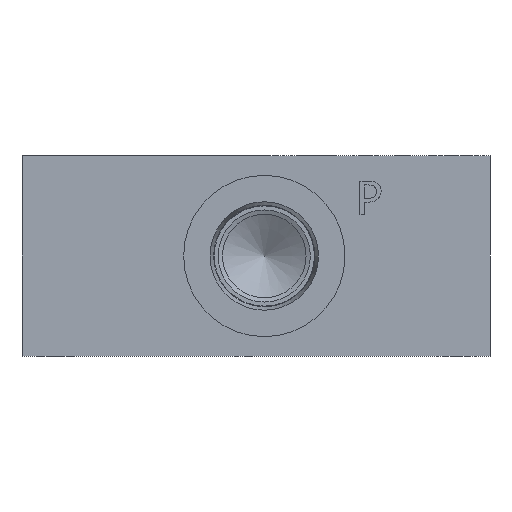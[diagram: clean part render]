
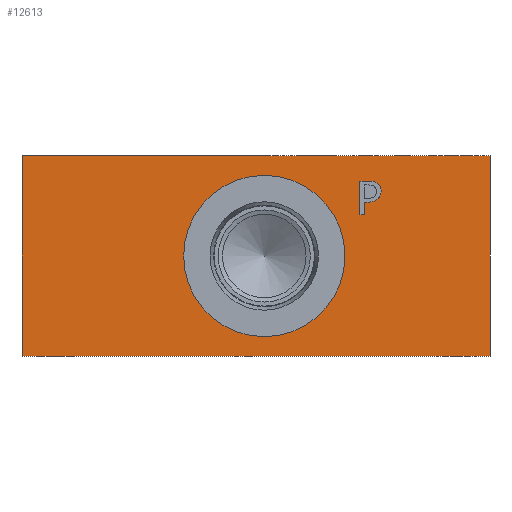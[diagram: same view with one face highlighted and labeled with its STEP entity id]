
A CAD part, left-side view. The second image highlights one B-rep face of the part: STEP entity #12613.
In plain terms, the highlighted planar face has unit normal (-1, 0, 0).
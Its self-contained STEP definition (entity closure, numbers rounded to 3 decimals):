
#84=B_SPLINE_CURVE_WITH_KNOTS('',2,(#16585,#16586,#16587,#16588),
 .UNSPECIFIED.,.F.,.F.,(3,1,3),(0.,1.,2.),.UNSPECIFIED.);
#86=B_SPLINE_CURVE_WITH_KNOTS('',2,(#16606,#16607,#16608,#16609),
 .UNSPECIFIED.,.F.,.F.,(3,1,3),(0.,1.,2.),.UNSPECIFIED.);
#88=B_SPLINE_CURVE_WITH_KNOTS('',2,(#16655,#16656,#16657,#16658),
 .UNSPECIFIED.,.F.,.F.,(3,1,3),(0.,1.,2.),.UNSPECIFIED.);
#90=B_SPLINE_CURVE_WITH_KNOTS('',2,(#16673,#16674,#16675,#16676),
 .UNSPECIFIED.,.F.,.F.,(3,1,3),(0.,1.,2.),.UNSPECIFIED.);
#696=CIRCLE('',#13295,15.316);
#697=CIRCLE('',#13296,15.316);
#836=FACE_BOUND('',#1634,.T.);
#837=FACE_BOUND('',#1635,.T.);
#956=FACE_OUTER_BOUND('',#1633,.T.);
#1633=EDGE_LOOP('',(#8139,#8140,#8141,#8142));
#1634=EDGE_LOOP('',(#8143,#8144));
#1635=EDGE_LOOP('',(#8145,#8146,#8147,#8148,#8149,#8150,#8151,#8152,#8153));
#2406=LINE('',#16473,#3679);
#2425=LINE('',#16618,#3698);
#2428=LINE('',#16624,#3701);
#2431=LINE('',#16630,#3704);
#2434=LINE('',#16636,#3707);
#2437=LINE('',#16642,#3710);
#2441=LINE('',#16684,#3714);
#2442=LINE('',#16686,#3715);
#2443=LINE('',#16687,#3716);
#3679=VECTOR('',#13970,10.);
#3698=VECTOR('',#14001,10.);
#3701=VECTOR('',#14006,10.);
#3704=VECTOR('',#14011,10.);
#3707=VECTOR('',#14016,10.);
#3710=VECTOR('',#14021,10.);
#3714=VECTOR('',#14029,10.);
#3715=VECTOR('',#14030,10.);
#3716=VECTOR('',#14031,10.);
#4933=VERTEX_POINT('',#16470);
#4934=VERTEX_POINT('',#16472);
#4952=VERTEX_POINT('',#16583);
#4953=VERTEX_POINT('',#16584);
#4956=VERTEX_POINT('',#16605);
#4958=VERTEX_POINT('',#16617);
#4960=VERTEX_POINT('',#16623);
#4962=VERTEX_POINT('',#16629);
#4964=VERTEX_POINT('',#16635);
#4966=VERTEX_POINT('',#16641);
#4968=VERTEX_POINT('',#16654);
#4970=VERTEX_POINT('',#16683);
#4971=VERTEX_POINT('',#16685);
#4972=VERTEX_POINT('',#16688);
#4973=VERTEX_POINT('',#16689);
#6185=EDGE_CURVE('',#4933,#4934,#2406,.T.);
#6211=EDGE_CURVE('',#4952,#4953,#84,.T.);
#6215=EDGE_CURVE('',#4956,#4952,#86,.T.);
#6218=EDGE_CURVE('',#4958,#4956,#2425,.T.);
#6221=EDGE_CURVE('',#4960,#4958,#2428,.T.);
#6224=EDGE_CURVE('',#4962,#4960,#2431,.T.);
#6227=EDGE_CURVE('',#4964,#4962,#2434,.T.);
#6230=EDGE_CURVE('',#4966,#4964,#2437,.T.);
#6233=EDGE_CURVE('',#4968,#4966,#88,.T.);
#6236=EDGE_CURVE('',#4953,#4968,#90,.T.);
#6238=EDGE_CURVE('',#4933,#4970,#2441,.T.);
#6239=EDGE_CURVE('',#4970,#4971,#2442,.T.);
#6240=EDGE_CURVE('',#4934,#4971,#2443,.T.);
#6241=EDGE_CURVE('',#4972,#4973,#696,.T.);
#6242=EDGE_CURVE('',#4973,#4972,#697,.T.);
#8139=ORIENTED_EDGE('',*,*,#6238,.T.);
#8140=ORIENTED_EDGE('',*,*,#6239,.T.);
#8141=ORIENTED_EDGE('',*,*,#6240,.F.);
#8142=ORIENTED_EDGE('',*,*,#6185,.F.);
#8143=ORIENTED_EDGE('',*,*,#6241,.T.);
#8144=ORIENTED_EDGE('',*,*,#6242,.T.);
#8145=ORIENTED_EDGE('',*,*,#6211,.T.);
#8146=ORIENTED_EDGE('',*,*,#6236,.T.);
#8147=ORIENTED_EDGE('',*,*,#6233,.T.);
#8148=ORIENTED_EDGE('',*,*,#6230,.T.);
#8149=ORIENTED_EDGE('',*,*,#6227,.T.);
#8150=ORIENTED_EDGE('',*,*,#6224,.T.);
#8151=ORIENTED_EDGE('',*,*,#6221,.T.);
#8152=ORIENTED_EDGE('',*,*,#6218,.T.);
#8153=ORIENTED_EDGE('',*,*,#6215,.T.);
#11627=PLANE('',#13294);
#12613=ADVANCED_FACE('',(#956,#836,#837),#11627,.T.);
#13294=AXIS2_PLACEMENT_3D('',#16682,#14027,#14028);
#13295=AXIS2_PLACEMENT_3D('',#16690,#14032,#14033);
#13296=AXIS2_PLACEMENT_3D('',#16691,#14034,#14035);
#13970=DIRECTION('',(0.,0.,1.));
#14001=DIRECTION('',(0.,-1.,0.));
#14006=DIRECTION('',(0.,0.,1.));
#14011=DIRECTION('',(0.,1.,0.));
#14016=DIRECTION('',(0.,0.,-1.));
#14021=DIRECTION('',(0.,1.,0.));
#14027=DIRECTION('center_axis',(-1.,0.,0.));
#14028=DIRECTION('ref_axis',(0.,-1.,0.));
#14029=DIRECTION('',(0.,-1.,0.));
#14030=DIRECTION('',(0.,0.,1.));
#14031=DIRECTION('',(0.,-1.,0.));
#14032=DIRECTION('center_axis',(1.,0.,0.));
#14033=DIRECTION('ref_axis',(0.,0.,1.));
#14034=DIRECTION('center_axis',(1.,0.,0.));
#14035=DIRECTION('ref_axis',(0.,0.,1.));
#16470=CARTESIAN_POINT('',(0.,88.9,0.));
#16472=CARTESIAN_POINT('',(0.,88.9,38.1));
#16473=CARTESIAN_POINT('',(0.,88.9,0.));
#16583=CARTESIAN_POINT('',(0.,21.449,32.878));
#16584=CARTESIAN_POINT('',(0.,20.692,31.36));
#16585=CARTESIAN_POINT('Ctrl Pts',(0.,21.449,32.878));
#16586=CARTESIAN_POINT('Ctrl Pts',(0.,21.094,32.636));
#16587=CARTESIAN_POINT('Ctrl Pts',(0.,20.692,31.89));
#16588=CARTESIAN_POINT('Ctrl Pts',(0.,20.692,31.36));
#16605=CARTESIAN_POINT('',(0.,23.111,33.274));
#16606=CARTESIAN_POINT('Ctrl Pts',(0.,23.111,33.274));
#16607=CARTESIAN_POINT('Ctrl Pts',(0.,22.545,33.274));
#16608=CARTESIAN_POINT('Ctrl Pts',(0.,21.752,33.089));
#16609=CARTESIAN_POINT('Ctrl Pts',(0.,21.449,32.878));
#16617=CARTESIAN_POINT('',(0.,24.706,33.274));
#16618=CARTESIAN_POINT('',(0.,56.803,33.274));
#16623=CARTESIAN_POINT('',(0.,24.706,26.924));
#16624=CARTESIAN_POINT('',(0.,24.706,13.462));
#16629=CARTESIAN_POINT('',(0.,23.862,26.924));
#16630=CARTESIAN_POINT('',(0.,56.381,26.924));
#16635=CARTESIAN_POINT('',(0.,23.862,29.291));
#16636=CARTESIAN_POINT('',(0.,23.862,14.646));
#16641=CARTESIAN_POINT('',(0.,23.147,29.291));
#16642=CARTESIAN_POINT('',(0.,56.023,29.291));
#16654=CARTESIAN_POINT('',(0.,21.248,29.95));
#16655=CARTESIAN_POINT('Ctrl Pts',(0.,21.248,29.95));
#16656=CARTESIAN_POINT('Ctrl Pts',(0.,21.577,29.626));
#16657=CARTESIAN_POINT('Ctrl Pts',(0.,22.468,29.291));
#16658=CARTESIAN_POINT('Ctrl Pts',(0.,23.147,29.291));
#16673=CARTESIAN_POINT('Ctrl Pts',(0.,20.692,31.36));
#16674=CARTESIAN_POINT('Ctrl Pts',(0.,20.692,30.948));
#16675=CARTESIAN_POINT('Ctrl Pts',(0.,20.986,30.207));
#16676=CARTESIAN_POINT('Ctrl Pts',(0.,21.248,29.95));
#16682=CARTESIAN_POINT('Origin',(0.,88.9,0.));
#16683=CARTESIAN_POINT('',(0.,0.,0.));
#16684=CARTESIAN_POINT('',(0.,88.9,0.));
#16685=CARTESIAN_POINT('',(0.,0.,38.1));
#16686=CARTESIAN_POINT('',(0.,0.,0.));
#16687=CARTESIAN_POINT('',(0.,88.9,38.1));
#16688=CARTESIAN_POINT('',(0.,42.875,34.366));
#16689=CARTESIAN_POINT('',(0.,42.875,3.734));
#16690=CARTESIAN_POINT('Origin',(0.,42.875,19.05));
#16691=CARTESIAN_POINT('Origin',(0.,42.875,19.05));
